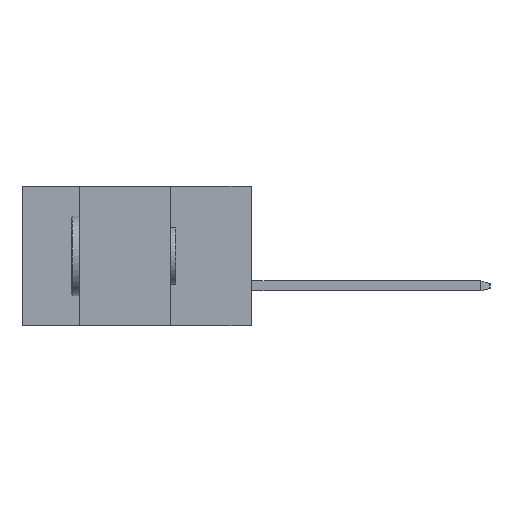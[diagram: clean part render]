
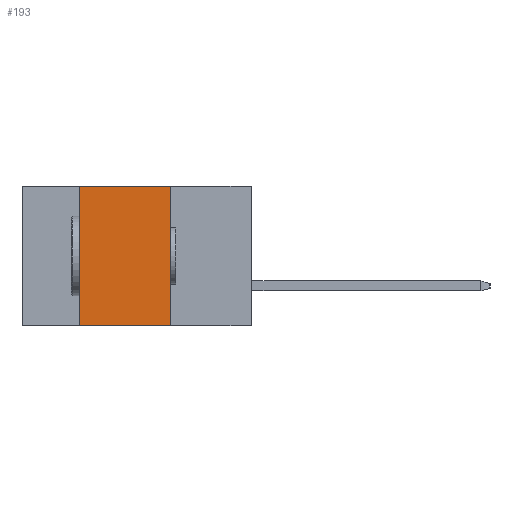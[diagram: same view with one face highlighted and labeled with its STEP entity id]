
A CAD part, left-side view. The second image highlights one B-rep face of the part: STEP entity #193.
In plain terms, the highlighted planar face has unit normal (-1, 0, 0).
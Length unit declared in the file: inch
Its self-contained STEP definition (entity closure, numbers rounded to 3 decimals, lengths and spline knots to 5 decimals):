
#156 = LINE ( 'NONE', #3927, #4697 ) ;
#193 = ADVANCED_FACE ( 'NONE', ( #3214 ), #8448, .F. ) ;
#317 = ORIENTED_EDGE ( 'NONE', *, *, #9501, .F. ) ;
#1097 = DIRECTION ( 'NONE',  ( 0., 0., -1. ) ) ;
#1236 = CARTESIAN_POINT ( 'NONE',  ( 0., 0.72, 0. ) ) ;
#2039 = DIRECTION ( 'NONE',  ( 0., -1., 0. ) ) ;
#2103 = DIRECTION ( 'NONE',  ( 1., 0., 0. ) ) ;
#2261 = CARTESIAN_POINT ( 'NONE',  ( 0., 0.54, -0.437 ) ) ;
#2641 = CARTESIAN_POINT ( 'NONE',  ( 0., 0.54, 0. ) ) ;
#2929 = LINE ( 'NONE', #6471, #6654 ) ;
#3032 = EDGE_CURVE ( 'NONE', #8862, #11379, #156, .T. ) ;
#3079 = CARTESIAN_POINT ( 'NONE',  ( 0., 0.254, -0.437 ) ) ;
#3214 = FACE_OUTER_BOUND ( 'NONE', #9977, .T. ) ;
#3927 = CARTESIAN_POINT ( 'NONE',  ( 0., 0.72, 0. ) ) ;
#3933 = ORIENTED_EDGE ( 'NONE', *, *, #7848, .T. ) ;
#3943 = EDGE_CURVE ( 'NONE', #11379, #10218, #7559, .T. ) ;
#4697 = VECTOR ( 'NONE', #8281, 39.37008 ) ;
#4879 = DIRECTION ( 'NONE',  ( 0., 0., 1. ) ) ;
#4984 = ORIENTED_EDGE ( 'NONE', *, *, #3943, .F. ) ;
#5809 = LINE ( 'NONE', #2261, #6756 ) ;
#5848 = VERTEX_POINT ( 'NONE', #11184 ) ;
#6203 = VECTOR ( 'NONE', #1097, 39.37008 ) ;
#6471 = CARTESIAN_POINT ( 'NONE',  ( 0., 0.72, -0.437 ) ) ;
#6654 = VECTOR ( 'NONE', #2039, 39.37008 ) ;
#6756 = VECTOR ( 'NONE', #4879, 39.37008 ) ;
#7306 = AXIS2_PLACEMENT_3D ( 'NONE', #1236, #2103, #7640 ) ;
#7559 = LINE ( 'NONE', #3079, #6203 ) ;
#7612 = ORIENTED_EDGE ( 'NONE', *, *, #3032, .F. ) ;
#7640 = DIRECTION ( 'NONE',  ( 0., 0., -1. ) ) ;
#7848 = EDGE_CURVE ( 'NONE', #5848, #10218, #2929, .T. ) ;
#8281 = DIRECTION ( 'NONE',  ( 0., -1., 0. ) ) ;
#8448 = PLANE ( 'NONE',  #7306 ) ;
#8862 = VERTEX_POINT ( 'NONE', #2641 ) ;
#9339 = CARTESIAN_POINT ( 'NONE',  ( 0., 0.254, 0. ) ) ;
#9501 = EDGE_CURVE ( 'NONE', #5848, #8862, #5809, .T. ) ;
#9977 = EDGE_LOOP ( 'NONE', ( #4984, #7612, #317, #3933 ) ) ;
#10218 = VERTEX_POINT ( 'NONE', #10931 ) ;
#10931 = CARTESIAN_POINT ( 'NONE',  ( 0., 0.254, -0.437 ) ) ;
#11184 = CARTESIAN_POINT ( 'NONE',  ( 0., 0.54, -0.437 ) ) ;
#11379 = VERTEX_POINT ( 'NONE', #9339 ) ;
